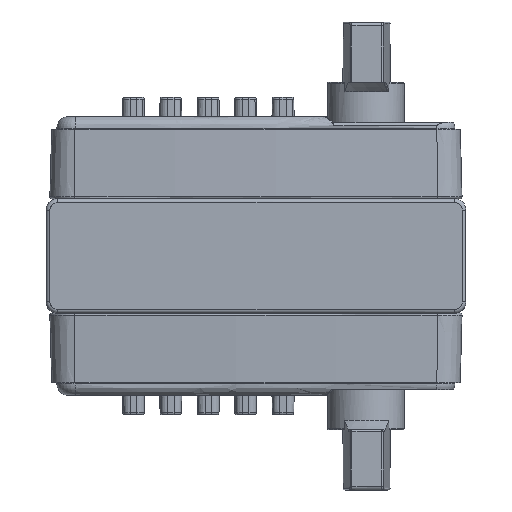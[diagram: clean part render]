
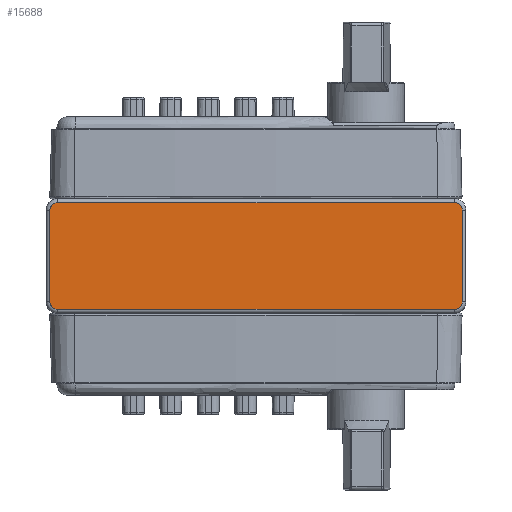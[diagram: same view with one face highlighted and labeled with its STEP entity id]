
A CAD part, left-side view. The second image highlights one B-rep face of the part: STEP entity #15688.
In plain terms, the highlighted planar face has unit normal (-1, 0, 0).
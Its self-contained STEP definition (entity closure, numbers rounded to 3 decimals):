
#9 = CARTESIAN_POINT ( 'NONE',  ( -97.995, 107.518, 13.952 ) ) ;
#424 = CARTESIAN_POINT ( 'NONE',  ( -97.995, 108.995, 12.266 ) ) ;
#1489 = CARTESIAN_POINT ( 'NONE',  ( -97.995, 1.248, 13.011 ) ) ;
#3505 = FACE_OUTER_BOUND ( 'NONE', #4369, .T. ) ;
#3667 = CARTESIAN_POINT ( 'NONE',  ( -97.995, 1.248, -13.004 ) ) ;
#3758 = CARTESIAN_POINT ( 'NONE',  ( -97.995, 37.662, -13.997 ) ) ;
#4065 = CARTESIAN_POINT ( 'NONE',  ( -97.995, 1.987, 13.751 ) ) ;
#4120 = VERTEX_POINT ( 'NONE', #27025 ) ;
#4271 = CARTESIAN_POINT ( 'NONE',  ( -97.995, 1.395, 13.232 ) ) ;
#4369 = EDGE_LOOP ( 'NONE', ( #13790, #25118, #19180, #14127, #37328, #12532, #11879, #13191 ) ) ;
#5009 = B_SPLINE_CURVE_WITH_KNOTS ( 'NONE', 3,
 ( #20837, #13814, #14452, #1489, #4271, #17021, #4065, #36153, #29986, #7056 ),
 .UNSPECIFIED., .F., .F.,
 ( 4, 2, 2, 2, 4 ),
 ( 0., 0.25, 0.5, 0.75, 1. ),
 .UNSPECIFIED. ) ;
#6576 = CARTESIAN_POINT ( 'NONE',  ( -97.995, 106.995, 14.003 ) ) ;
#6666 = CARTESIAN_POINT ( 'NONE',  ( -97.995, 2.472, -13.945 ) ) ;
#6864 = CARTESIAN_POINT ( 'NONE',  ( -97.995, 0.995, -11.997 ) ) ;
#7056 = CARTESIAN_POINT ( 'NONE',  ( -97.995, 2.995, 14.003 ) ) ;
#7194 = CARTESIAN_POINT ( 'NONE',  ( -97.995, 2.995, 14.003 ) ) ;
#8956 = EDGE_CURVE ( 'NONE', #22796, #4120, #39950, .T. ) ;
#9603 = CARTESIAN_POINT ( 'NONE',  ( -97.995, 108.943, 12.526 ) ) ;
#9836 = CARTESIAN_POINT ( 'NONE',  ( -97.995, 1.396, -13.226 ) ) ;
#10463 = CARTESIAN_POINT ( 'NONE',  ( -97.995, 2.995, 14.003 ) ) ;
#11177 = CARTESIAN_POINT ( 'NONE',  ( -97.995, 106.995, 14.003 ) ) ;
#11879 = ORIENTED_EDGE ( 'NONE', *, *, #8956, .F. ) ;
#12532 = ORIENTED_EDGE ( 'NONE', *, *, #14692, .F. ) ;
#12634 = CARTESIAN_POINT ( 'NONE',  ( -97.995, 108.224, -13.596 ) ) ;
#12840 = CARTESIAN_POINT ( 'NONE',  ( -97.995, 108.743, -13.004 ) ) ;
#13191 = ORIENTED_EDGE ( 'NONE', *, *, #19620, .F. ) ;
#13306 = CARTESIAN_POINT ( 'NONE',  ( -97.995, 2.995, -13.997 ) ) ;
#13790 = ORIENTED_EDGE ( 'NONE', *, *, #40931, .T. ) ;
#13814 = CARTESIAN_POINT ( 'NONE',  ( -97.995, 0.995, 12.266 ) ) ;
#14127 = ORIENTED_EDGE ( 'NONE', *, *, #35245, .T. ) ;
#14342 = VERTEX_POINT ( 'NONE', #30140 ) ;
#14452 = CARTESIAN_POINT ( 'NONE',  ( -97.995, 1.047, 12.526 ) ) ;
#14675 = CARTESIAN_POINT ( 'NONE',  ( -97.995, 108.995, -3.997 ) ) ;
#14692 = EDGE_CURVE ( 'NONE', #4120, #34761, #19689, .T. ) ;
#15046 = B_SPLINE_CURVE_WITH_KNOTS ( 'NONE', 3,
 ( #7194, #30121, #38864, #6576 ),
 .UNSPECIFIED., .F., .F.,
 ( 4, 4 ),
 ( 0., 1. ),
 .UNSPECIFIED. ) ;
#15619 = CARTESIAN_POINT ( 'NONE',  ( -97.995, 107.257, -13.997 ) ) ;
#15688 = ADVANCED_FACE ( 'NONE', ( #3505 ), #26637, .T. ) ;
#15792 = CARTESIAN_POINT ( 'NONE',  ( -97.995, 2.733, -13.997 ) ) ;
#15941 = EDGE_CURVE ( 'NONE', #35224, #34761, #20563, .T. ) ;
#16584 = CARTESIAN_POINT ( 'NONE',  ( -97.995, 108.224, 13.603 ) ) ;
#16798 = CARTESIAN_POINT ( 'NONE',  ( -97.995, 108.995, 12.003 ) ) ;
#17021 = CARTESIAN_POINT ( 'NONE',  ( -97.995, 1.767, 13.603 ) ) ;
#17445 = CARTESIAN_POINT ( 'NONE',  ( -97.995, 108.995, 12.003 ) ) ;
#18085 = CARTESIAN_POINT ( 'NONE',  ( -97.995, 108.995, 4.003 ) ) ;
#18597 = CARTESIAN_POINT ( 'NONE',  ( -97.995, 107.519, -13.945 ) ) ;
#18818 = CARTESIAN_POINT ( 'NONE',  ( -97.995, 106.995, -13.997 ) ) ;
#19176 = B_SPLINE_CURVE_WITH_KNOTS ( 'NONE', 3,
 ( #36066, #23096, #40085, #23511 ),
 .UNSPECIFIED., .F., .F.,
 ( 4, 4 ),
 ( 0., 1. ),
 .UNSPECIFIED. ) ;
#19180 = ORIENTED_EDGE ( 'NONE', *, *, #26383, .T. ) ;
#19298 = CARTESIAN_POINT ( 'NONE',  ( -97.995, 0.995, -11.997 ) ) ;
#19620 = EDGE_CURVE ( 'NONE', #28750, #22796, #24756, .T. ) ;
#19689 = B_SPLINE_CURVE_WITH_KNOTS ( 'NONE', 3,
 ( #18818, #15619, #18597, #24969, #12634, #31361, #12840, #25798, #38571, #41551 ),
 .UNSPECIFIED., .F., .F.,
 ( 4, 2, 2, 2, 4 ),
 ( 0., 0.25, 0.5, 0.75, 1. ),
 .UNSPECIFIED. ) ;
#20563 = B_SPLINE_CURVE_WITH_KNOTS ( 'NONE', 3,
 ( #17445, #18085, #14675, #37637 ),
 .UNSPECIFIED., .F., .F.,
 ( 4, 4 ),
 ( 0., 1. ),
 .UNSPECIFIED. ) ;
#20837 = CARTESIAN_POINT ( 'NONE',  ( -97.995, 0.995, 12.003 ) ) ;
#21294 = AXIS2_PLACEMENT_3D ( 'NONE', #39829, #38997, #36633 ) ;
#21415 = VERTEX_POINT ( 'NONE', #10463 ) ;
#22793 = CARTESIAN_POINT ( 'NONE',  ( -97.995, 1.766, -13.596 ) ) ;
#22796 = VERTEX_POINT ( 'NONE', #33871 ) ;
#23096 = CARTESIAN_POINT ( 'NONE',  ( -97.995, 0.995, -3.997 ) ) ;
#23511 = CARTESIAN_POINT ( 'NONE',  ( -97.995, 0.995, 12.003 ) ) ;
#24496 = VERTEX_POINT ( 'NONE', #11177 ) ;
#24756 = B_SPLINE_CURVE_WITH_KNOTS ( 'NONE', 3,
 ( #6864, #35763, #32778, #3667, #9836, #22793, #38325, #6666, #15792, #35141 ),
 .UNSPECIFIED., .F., .F.,
 ( 4, 2, 2, 2, 4 ),
 ( 0., 0.25, 0.5, 0.75, 1. ),
 .UNSPECIFIED. ) ;
#24969 = CARTESIAN_POINT ( 'NONE',  ( -97.995, 108.002, -13.744 ) ) ;
#25118 = ORIENTED_EDGE ( 'NONE', *, *, #40366, .T. ) ;
#25798 = CARTESIAN_POINT ( 'NONE',  ( -97.995, 108.943, -12.52 ) ) ;
#25935 = CARTESIAN_POINT ( 'NONE',  ( -97.995, 106.995, 14.003 ) ) ;
#26272 = CARTESIAN_POINT ( 'NONE',  ( -97.995, 106.995, -13.997 ) ) ;
#26383 = EDGE_CURVE ( 'NONE', #21415, #24496, #15046, .T. ) ;
#26637 = PLANE ( 'NONE',  #21294 ) ;
#27025 = CARTESIAN_POINT ( 'NONE',  ( -97.995, 106.995, -13.997 ) ) ;
#28750 = VERTEX_POINT ( 'NONE', #19298 ) ;
#29484 = B_SPLINE_CURVE_WITH_KNOTS ( 'NONE', 3,
 ( #25935, #39537, #9, #38921, #16584, #29554, #35727, #9603, #424, #16798 ),
 .UNSPECIFIED., .F., .F.,
 ( 4, 2, 2, 2, 4 ),
 ( 0., 0.25, 0.5, 0.75, 1. ),
 .UNSPECIFIED. ) ;
#29554 = CARTESIAN_POINT ( 'NONE',  ( -97.995, 108.595, 13.232 ) ) ;
#29986 = CARTESIAN_POINT ( 'NONE',  ( -97.995, 2.733, 14.003 ) ) ;
#30121 = CARTESIAN_POINT ( 'NONE',  ( -97.995, 37.662, 14.003 ) ) ;
#30140 = CARTESIAN_POINT ( 'NONE',  ( -97.995, 0.995, 12.003 ) ) ;
#31361 = CARTESIAN_POINT ( 'NONE',  ( -97.995, 108.594, -13.226 ) ) ;
#31927 = CARTESIAN_POINT ( 'NONE',  ( -97.995, 108.995, 12.003 ) ) ;
#32647 = CARTESIAN_POINT ( 'NONE',  ( -97.995, 108.995, -11.997 ) ) ;
#32778 = CARTESIAN_POINT ( 'NONE',  ( -97.995, 1.047, -12.52 ) ) ;
#33871 = CARTESIAN_POINT ( 'NONE',  ( -97.995, 2.995, -13.997 ) ) ;
#34761 = VERTEX_POINT ( 'NONE', #32647 ) ;
#35141 = CARTESIAN_POINT ( 'NONE',  ( -97.995, 2.995, -13.997 ) ) ;
#35224 = VERTEX_POINT ( 'NONE', #31927 ) ;
#35245 = EDGE_CURVE ( 'NONE', #24496, #35224, #29484, .T. ) ;
#35727 = CARTESIAN_POINT ( 'NONE',  ( -97.995, 108.742, 13.011 ) ) ;
#35763 = CARTESIAN_POINT ( 'NONE',  ( -97.995, 0.995, -12.258 ) ) ;
#35857 = CARTESIAN_POINT ( 'NONE',  ( -97.995, 72.328, -13.997 ) ) ;
#36066 = CARTESIAN_POINT ( 'NONE',  ( -97.995, 0.995, -11.997 ) ) ;
#36153 = CARTESIAN_POINT ( 'NONE',  ( -97.995, 2.473, 13.952 ) ) ;
#36633 = DIRECTION ( 'NONE',  ( 0., 0., 1. ) ) ;
#37328 = ORIENTED_EDGE ( 'NONE', *, *, #15941, .T. ) ;
#37637 = CARTESIAN_POINT ( 'NONE',  ( -97.995, 108.995, -11.997 ) ) ;
#38325 = CARTESIAN_POINT ( 'NONE',  ( -97.995, 1.988, -13.744 ) ) ;
#38571 = CARTESIAN_POINT ( 'NONE',  ( -97.995, 108.995, -12.258 ) ) ;
#38864 = CARTESIAN_POINT ( 'NONE',  ( -97.995, 72.328, 14.003 ) ) ;
#38921 = CARTESIAN_POINT ( 'NONE',  ( -97.995, 108.003, 13.751 ) ) ;
#38997 = DIRECTION ( 'NONE',  ( -1., 0., 0. ) ) ;
#39537 = CARTESIAN_POINT ( 'NONE',  ( -97.995, 107.258, 14.003 ) ) ;
#39829 = CARTESIAN_POINT ( 'NONE',  ( -97.995, 54.995, -13.997 ) ) ;
#39950 = B_SPLINE_CURVE_WITH_KNOTS ( 'NONE', 3,
 ( #13306, #3758, #35857, #26272 ),
 .UNSPECIFIED., .F., .F.,
 ( 4, 4 ),
 ( 0., 1. ),
 .UNSPECIFIED. ) ;
#40085 = CARTESIAN_POINT ( 'NONE',  ( -97.995, 0.995, 4.003 ) ) ;
#40366 = EDGE_CURVE ( 'NONE', #14342, #21415, #5009, .T. ) ;
#40931 = EDGE_CURVE ( 'NONE', #28750, #14342, #19176, .T. ) ;
#41551 = CARTESIAN_POINT ( 'NONE',  ( -97.995, 108.995, -11.997 ) ) ;
